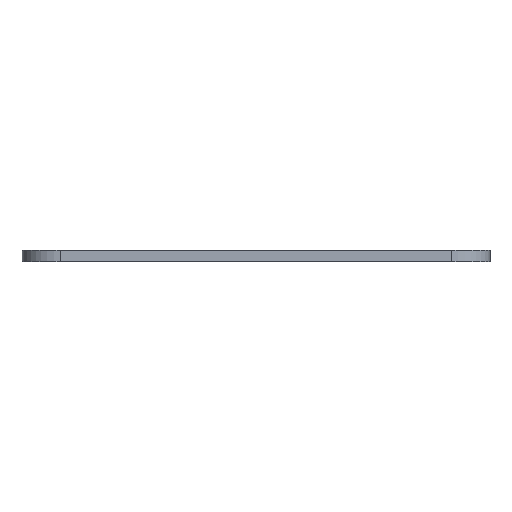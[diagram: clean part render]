
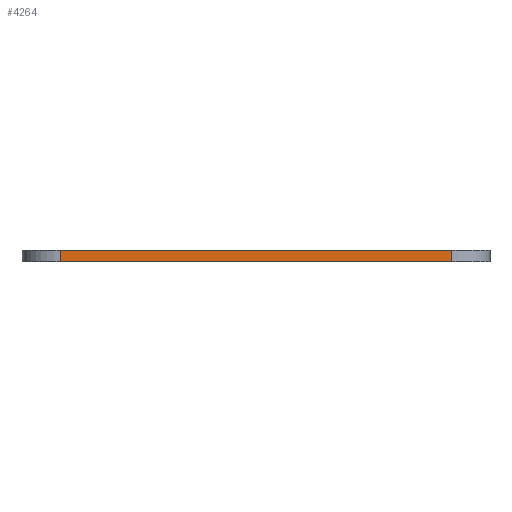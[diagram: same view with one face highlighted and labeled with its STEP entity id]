
A CAD part, front view. The second image highlights one B-rep face of the part: STEP entity #4264.
In plain terms, the highlighted planar face has unit normal (0, -1, 0).
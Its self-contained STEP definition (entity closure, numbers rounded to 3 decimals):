
#173=PLANE('',#4410);
#379=FACE_OUTER_BOUND('',#626,.T.);
#626=EDGE_LOOP('',(#3739,#3740,#3741,#3742));
#929=LINE('',#8208,#1276);
#953=LINE('',#8307,#1300);
#961=LINE('',#8327,#1308);
#962=LINE('',#8329,#1309);
#1276=VECTOR('',#4834,10.);
#1300=VECTOR('',#4914,10.);
#1308=VECTOR('',#4936,10.);
#1309=VECTOR('',#4939,10.);
#1946=VERTEX_POINT('',#8204);
#1948=VERTEX_POINT('',#8207);
#1995=VERTEX_POINT('',#8305);
#1999=VERTEX_POINT('',#8323);
#2538=EDGE_CURVE('',#1948,#1946,#929,.T.);
#2586=EDGE_CURVE('',#1995,#1946,#953,.T.);
#2596=EDGE_CURVE('',#1948,#1999,#961,.T.);
#2597=EDGE_CURVE('',#1999,#1995,#962,.T.);
#3739=ORIENTED_EDGE('',*,*,#2586,.F.);
#3740=ORIENTED_EDGE('',*,*,#2597,.F.);
#3741=ORIENTED_EDGE('',*,*,#2596,.F.);
#3742=ORIENTED_EDGE('',*,*,#2538,.T.);
#4264=ADVANCED_FACE('',(#379),#173,.T.);
#4410=AXIS2_PLACEMENT_3D('',#8328,#4937,#4938);
#4834=DIRECTION('',(1.,0.,0.));
#4914=DIRECTION('',(0.,0.,-1.));
#4936=DIRECTION('',(0.,0.,1.));
#4937=DIRECTION('center_axis',(0.,-1.,0.));
#4938=DIRECTION('ref_axis',(1.,0.,0.));
#4939=DIRECTION('',(1.,0.,0.));
#8204=CARTESIAN_POINT('',(44.035,-49.761,0.));
#8207=CARTESIAN_POINT('',(-6.965,-49.761,0.));
#8208=CARTESIAN_POINT('',(-11.965,-49.761,0.));
#8305=CARTESIAN_POINT('',(44.035,-49.761,1.5));
#8307=CARTESIAN_POINT('',(44.035,-49.761,0.));
#8323=CARTESIAN_POINT('',(-6.965,-49.761,1.5));
#8327=CARTESIAN_POINT('',(-6.965,-49.761,0.));
#8328=CARTESIAN_POINT('Origin',(-11.965,-49.761,0.));
#8329=CARTESIAN_POINT('',(-11.965,-49.761,1.5));
